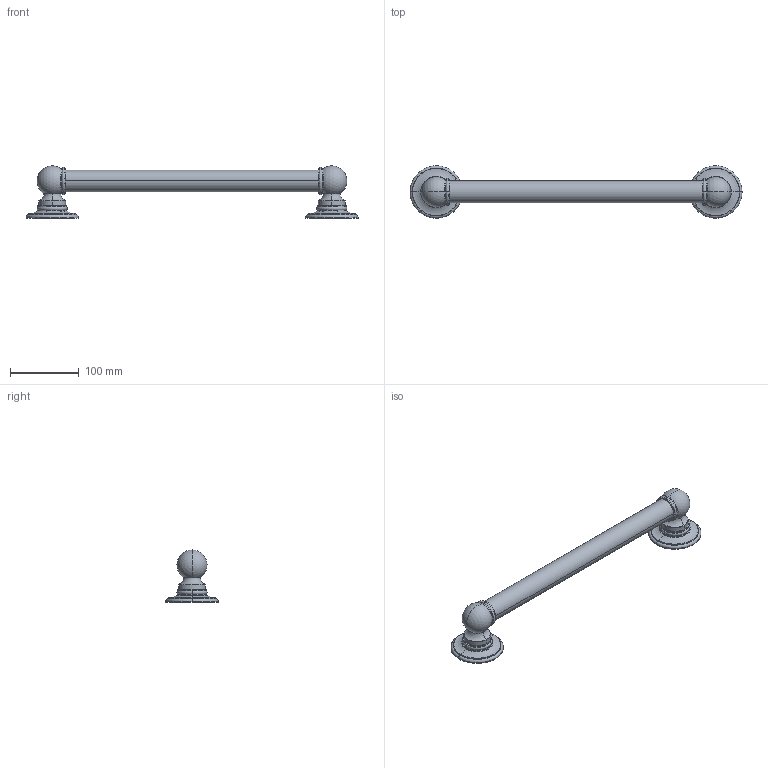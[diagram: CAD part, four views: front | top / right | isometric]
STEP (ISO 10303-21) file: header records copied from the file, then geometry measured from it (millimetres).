
FILE_DESCRIPTION((''),'2;1');
FILE_NAME('4561_WEB','2010-09-03T',('project'),(''),'PRO/ENGINEER BY PARAMETRIC TECHNOLOGY CORPORATION, 2009300','PRO/ENGINEER BY PARAMETRIC TECHNOLOGY CORPORATION, 2009300','');
FILE_SCHEMA(('CONFIG_CONTROL_DESIGN'));
Length unit declared in the file: inch
Products named in the file (1): 4561_WEB
Bounding box: 482.6 x 76.2 x 75.84 mm (x, y, z)
Surface area: 97234.7 mm2 (no closed solid volume)
Topology: 0 solids, 17 shells, 104 faces, 236 edges, 138 vertices
Faces by surface type: torus 48, cylinder 42, plane 10, sphere 4
Entity records: 2926 total; most frequent: DIRECTION 630, CARTESIAN_POINT 474, ORIENTED_EDGE 412, AXIS2_PLACEMENT_3D 294, EDGE_CURVE 232, CIRCLE 190, VERTEX_POINT 138, EDGE_LOOP 104
